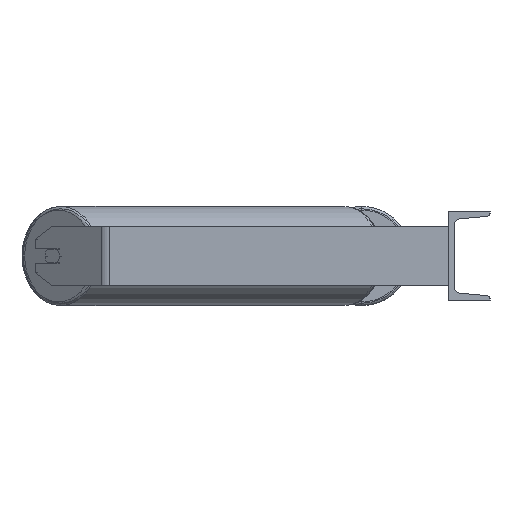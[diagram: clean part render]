
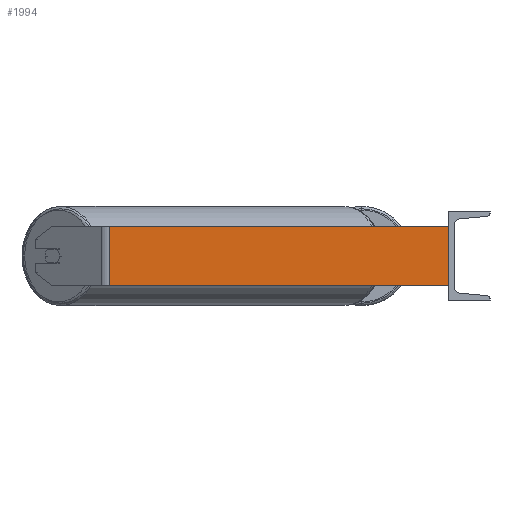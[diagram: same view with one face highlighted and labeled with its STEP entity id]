
A CAD part, left-side view. The second image highlights one B-rep face of the part: STEP entity #1994.
In plain terms, the highlighted planar face has unit normal (-1, 0, 0).
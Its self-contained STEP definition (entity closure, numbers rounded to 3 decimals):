
#13 = VECTOR ( 'NONE', #4221, 1000. ) ;
#79 = ORIENTED_EDGE ( 'NONE', *, *, #811, .F. ) ;
#544 = CARTESIAN_POINT ( 'NONE',  ( -885., 455.366, -40. ) ) ;
#798 = CARTESIAN_POINT ( 'NONE',  ( -885., 461.19, -40. ) ) ;
#811 = EDGE_CURVE ( 'NONE', #6134, #6843, #2273, .T. ) ;
#980 = CARTESIAN_POINT ( 'NONE',  ( -885., 461.19, 40. ) ) ;
#1133 = PLANE ( 'NONE',  #3162 ) ;
#1218 = DIRECTION ( 'NONE',  ( 0., 0., -1. ) ) ;
#1231 = FACE_OUTER_BOUND ( 'NONE', #8998, .T. ) ;
#1766 = VERTEX_POINT ( 'NONE', #2942 ) ;
#1926 = CARTESIAN_POINT ( 'NONE',  ( -885., 0., 40. ) ) ;
#1994 = ADVANCED_FACE ( 'NONE', ( #1231 ), #1133, .F. ) ;
#2273 = LINE ( 'NONE', #980, #5997 ) ;
#2589 = EDGE_CURVE ( 'NONE', #6843, #1766, #2705, .T. ) ;
#2705 = LINE ( 'NONE', #1926, #7534 ) ;
#2709 = DIRECTION ( 'NONE',  ( 1., 0., 0. ) ) ;
#2942 = CARTESIAN_POINT ( 'NONE',  ( -885., 0., -40. ) ) ;
#3162 = AXIS2_PLACEMENT_3D ( 'NONE', #7460, #2709, #5313 ) ;
#3524 = CARTESIAN_POINT ( 'NONE',  ( -885., 0., 40. ) ) ;
#3677 = VERTEX_POINT ( 'NONE', #544 ) ;
#3905 = VECTOR ( 'NONE', #1218, 1000. ) ;
#4024 = EDGE_CURVE ( 'NONE', #6134, #3677, #9002, .T. ) ;
#4221 = DIRECTION ( 'NONE',  ( 0., -1., 0. ) ) ;
#4991 = EDGE_CURVE ( 'NONE', #3677, #1766, #6926, .T. ) ;
#5313 = DIRECTION ( 'NONE',  ( 0., 1., 0. ) ) ;
#5485 = DIRECTION ( 'NONE',  ( 0., 0., -1. ) ) ;
#5523 = CARTESIAN_POINT ( 'NONE',  ( -885., 455.366, 40. ) ) ;
#5997 = VECTOR ( 'NONE', #7971, 1000. ) ;
#6134 = VERTEX_POINT ( 'NONE', #6582 ) ;
#6444 = ORIENTED_EDGE ( 'NONE', *, *, #4024, .T. ) ;
#6582 = CARTESIAN_POINT ( 'NONE',  ( -885., 455.366, 40. ) ) ;
#6843 = VERTEX_POINT ( 'NONE', #3524 ) ;
#6926 = LINE ( 'NONE', #798, #13 ) ;
#7428 = ORIENTED_EDGE ( 'NONE', *, *, #2589, .F. ) ;
#7460 = CARTESIAN_POINT ( 'NONE',  ( -885., 461.19, 40. ) ) ;
#7534 = VECTOR ( 'NONE', #5485, 1000. ) ;
#7971 = DIRECTION ( 'NONE',  ( 0., -1., 0. ) ) ;
#8795 = ORIENTED_EDGE ( 'NONE', *, *, #4991, .T. ) ;
#8998 = EDGE_LOOP ( 'NONE', ( #8795, #7428, #79, #6444 ) ) ;
#9002 = LINE ( 'NONE', #5523, #3905 ) ;
